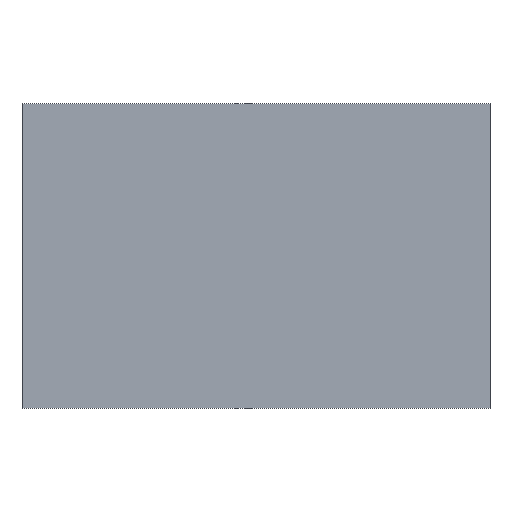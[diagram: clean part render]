
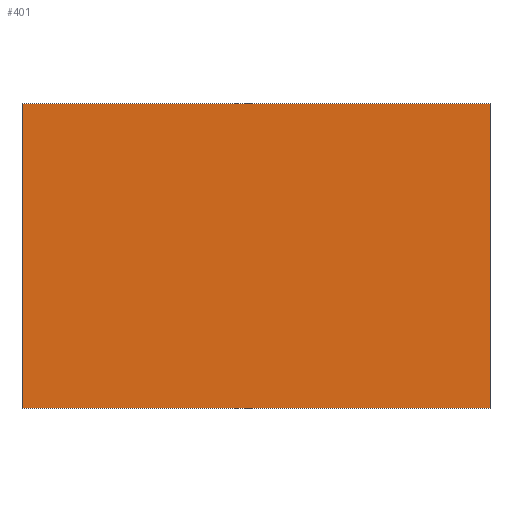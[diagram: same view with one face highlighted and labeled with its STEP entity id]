
A CAD part, front view. The second image highlights one B-rep face of the part: STEP entity #401.
In plain terms, the highlighted planar face has unit normal (0, -1, 0).
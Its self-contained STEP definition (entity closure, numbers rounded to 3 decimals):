
#31=PLANE('',#445);
#51=FACE_OUTER_BOUND('',#77,.T.);
#77=EDGE_LOOP('',(#343,#344,#345,#346));
#112=LINE('',#640,#154);
#115=LINE('',#645,#157);
#117=LINE('',#649,#159);
#118=LINE('',#651,#160);
#154=VECTOR('',#522,1000.);
#157=VECTOR('',#527,1000.);
#159=VECTOR('',#531,1000.);
#160=VECTOR('',#534,1000.);
#207=VERTEX_POINT('',#637);
#208=VERTEX_POINT('',#639);
#209=VERTEX_POINT('',#643);
#210=VERTEX_POINT('',#647);
#252=EDGE_CURVE('',#208,#207,#112,.T.);
#255=EDGE_CURVE('',#207,#209,#115,.T.);
#257=EDGE_CURVE('',#209,#210,#117,.T.);
#258=EDGE_CURVE('',#210,#208,#118,.T.);
#343=ORIENTED_EDGE('',*,*,#252,.T.);
#344=ORIENTED_EDGE('',*,*,#255,.T.);
#345=ORIENTED_EDGE('',*,*,#257,.T.);
#346=ORIENTED_EDGE('',*,*,#258,.T.);
#401=ADVANCED_FACE('',(#51),#31,.F.);
#445=AXIS2_PLACEMENT_3D('',#652,#535,#536);
#522=DIRECTION('',(0.,0.,-1.));
#527=DIRECTION('',(1.,0.,0.));
#531=DIRECTION('',(0.,0.,1.));
#534=DIRECTION('',(-1.,0.,0.));
#535=DIRECTION('center_axis',(0.,1.,0.));
#536=DIRECTION('ref_axis',(0.,0.,1.));
#637=CARTESIAN_POINT('',(-54.45,-10.,-15.786));
#639=CARTESIAN_POINT('',(-54.45,-10.,55.077));
#640=CARTESIAN_POINT('',(-54.45,-10.,55.077));
#643=CARTESIAN_POINT('',(54.45,-10.,-15.786));
#645=CARTESIAN_POINT('',(54.45,-10.,-15.786));
#647=CARTESIAN_POINT('',(54.45,-10.,55.077));
#649=CARTESIAN_POINT('',(54.45,-10.,55.077));
#651=CARTESIAN_POINT('',(54.45,-10.,55.077));
#652=CARTESIAN_POINT('Origin',(0.,-10.,0.));
